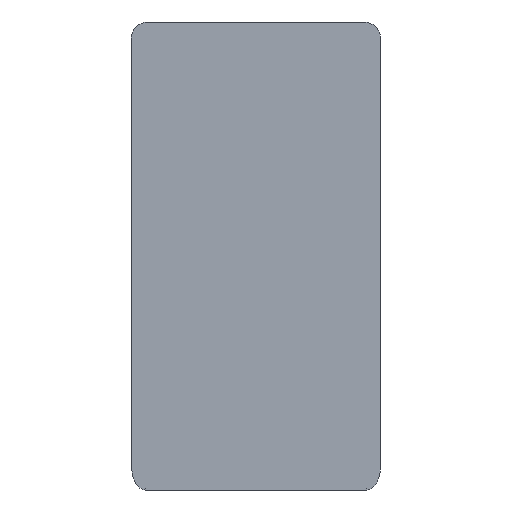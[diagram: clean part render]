
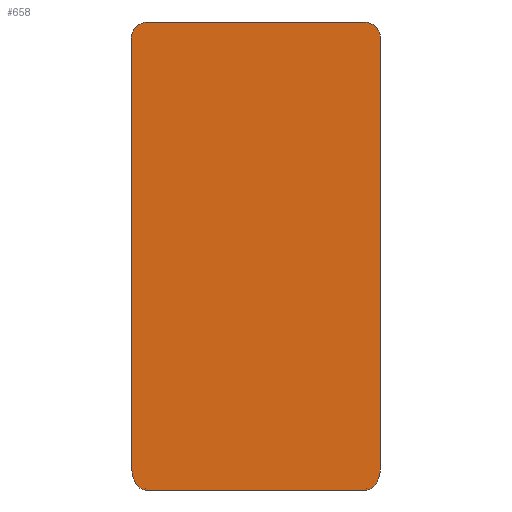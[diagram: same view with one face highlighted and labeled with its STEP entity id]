
A CAD part, front view. The second image highlights one B-rep face of the part: STEP entity #658.
In plain terms, the highlighted planar face has unit normal (0, -1, 0).
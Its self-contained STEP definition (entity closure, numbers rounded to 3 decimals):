
#18 = LINE ( 'NONE', #915, #24 ) ;
#24 = VECTOR ( 'NONE', #463, 1000. ) ;
#60 = ORIENTED_EDGE ( 'NONE', *, *, #567, .T. ) ;
#79 = CARTESIAN_POINT ( 'NONE',  ( -7.018, -1., -0.698 ) ) ;
#87 = CARTESIAN_POINT ( 'NONE',  ( -7.018, -1., -0.125 ) ) ;
#101 = DIRECTION ( 'NONE',  ( 0., 0., -1. ) ) ;
#124 = CARTESIAN_POINT ( 'NONE',  ( 7.018, -1., -0.698 ) ) ;
#133 = VERTEX_POINT ( 'NONE', #124 ) ;
#181 = CARTESIAN_POINT ( 'NONE',  ( -6.052, -1., 0.268 ) ) ;
#219 = CARTESIAN_POINT ( 'NONE',  ( 6.215, -1., -26.035 ) ) ;
#262 =( BOUNDED_CURVE ( )  B_SPLINE_CURVE ( 3, ( #219, #352, #669, #1372 ),
 .UNSPECIFIED., .F., .T. ) 
 B_SPLINE_CURVE_WITH_KNOTS ( ( 4, 4 ),
 ( 6.207, 7.551 ),
 .UNSPECIFIED. ) 
 CURVE ( )  GEOMETRIC_REPRESENTATION_ITEM ( )  RATIONAL_B_SPLINE_CURVE ( ( 1., 0.855, 0.855, 1. ) ) 
 REPRESENTATION_ITEM ( '' )  );
#277 = CARTESIAN_POINT ( 'NONE',  ( -7.018, -1., -25.43 ) ) ;
#307 = ORIENTED_EDGE ( 'NONE', *, *, #1127, .T. ) ;
#323 = LINE ( 'NONE', #983, #864 ) ;
#342 = CARTESIAN_POINT ( 'NONE',  ( 7.018, -1., -24.484 ) ) ;
#352 = CARTESIAN_POINT ( 'NONE',  ( 6.705, -1., -26.035 ) ) ;
#357 = VERTEX_POINT ( 'NONE', #1447 ) ;
#360 = ORIENTED_EDGE ( 'NONE', *, *, #1202, .T. ) ;
#398 = CARTESIAN_POINT ( 'NONE',  ( 7.018, -1., -0.698 ) ) ;
#463 = DIRECTION ( 'NONE',  ( -1., 0., 0. ) ) ;
#493 = EDGE_CURVE ( 'NONE', #133, #833, #839, .T. ) ;
#513 = CARTESIAN_POINT ( 'NONE',  ( -7.018, -1., -24.484 ) ) ;
#516 =( BOUNDED_CURVE ( )  B_SPLINE_CURVE ( 3, ( #1300, #277, #521, #736 ),
 .UNSPECIFIED., .F., .F. ) 
 B_SPLINE_CURVE_WITH_KNOTS ( ( 4, 4 ),
 ( 5.015, 6.36 ),
 .UNSPECIFIED. ) 
 CURVE ( )  GEOMETRIC_REPRESENTATION_ITEM ( )  RATIONAL_B_SPLINE_CURVE ( ( 1., 0.855, 0.855, 1. ) ) 
 REPRESENTATION_ITEM ( '' )  );
#521 = CARTESIAN_POINT ( 'NONE',  ( -6.705, -1., -26.035 ) ) ;
#567 = EDGE_CURVE ( 'NONE', #656, #833, #262, .T. ) ;
#639 = ORIENTED_EDGE ( 'NONE', *, *, #1386, .T. ) ;
#656 = VERTEX_POINT ( 'NONE', #1365 ) ;
#658 = ADVANCED_FACE ( 'NONE', ( #1453 ), #782, .F. ) ;
#666 = VECTOR ( 'NONE', #1355, 1000. ) ;
#669 = CARTESIAN_POINT ( 'NONE',  ( 7.018, -1., -25.43 ) ) ;
#697 = ORIENTED_EDGE ( 'NONE', *, *, #1095, .T. ) ;
#708 = EDGE_CURVE ( 'NONE', #133, #1021, #732, .T. ) ;
#732 =( BOUNDED_CURVE ( )  B_SPLINE_CURVE ( 3, ( #398, #746, #870, #1311 ),
 .UNSPECIFIED., .F., .T. ) 
 B_SPLINE_CURVE_WITH_KNOTS ( ( 4, 4 ),
 ( 2.39, 3.893 ),
 .UNSPECIFIED. ) 
 CURVE ( )  GEOMETRIC_REPRESENTATION_ITEM ( )  RATIONAL_B_SPLINE_CURVE ( ( 1., 0.82, 0.82, 1. ) ) 
 REPRESENTATION_ITEM ( '' )  );
#736 = CARTESIAN_POINT ( 'NONE',  ( -6.215, -1., -26.035 ) ) ;
#738 = VERTEX_POINT ( 'NONE', #513 ) ;
#746 = CARTESIAN_POINT ( 'NONE',  ( 7.018, -1., -0.125 ) ) ;
#769 = DIRECTION ( 'NONE',  ( -1., 0., 0. ) ) ;
#782 = PLANE ( 'NONE',  #1351 ) ;
#798 = ORIENTED_EDGE ( 'NONE', *, *, #708, .T. ) ;
#810 = EDGE_LOOP ( 'NONE', ( #1312, #60, #1393, #798, #360, #697, #639, #307 ) ) ;
#833 = VERTEX_POINT ( 'NONE', #342 ) ;
#839 = LINE ( 'NONE', #1076, #1390 ) ;
#864 = VECTOR ( 'NONE', #769, 1000. ) ;
#870 = CARTESIAN_POINT ( 'NONE',  ( 6.625, -1., 0.268 ) ) ;
#915 = CARTESIAN_POINT ( 'NONE',  ( 6.75, -1., -26.035 ) ) ;
#943 = CARTESIAN_POINT ( 'NONE',  ( 6.052, -1., 0.268 ) ) ;
#958 = DIRECTION ( 'NONE',  ( 0., 0., 1. ) ) ;
#983 = CARTESIAN_POINT ( 'NONE',  ( 6.75, -1., 0.268 ) ) ;
#1008 = LINE ( 'NONE', #1452, #666 ) ;
#1021 = VERTEX_POINT ( 'NONE', #943 ) ;
#1046 =( BOUNDED_CURVE ( )  B_SPLINE_CURVE ( 3, ( #181, #1219, #87, #79 ),
 .UNSPECIFIED., .F., .T. ) 
 B_SPLINE_CURVE_WITH_KNOTS ( ( 4, 4 ),
 ( 2.39, 3.893 ),
 .UNSPECIFIED. ) 
 CURVE ( )  GEOMETRIC_REPRESENTATION_ITEM ( )  RATIONAL_B_SPLINE_CURVE ( ( 1., 0.82, 0.82, 1. ) ) 
 REPRESENTATION_ITEM ( '' )  );
#1076 = CARTESIAN_POINT ( 'NONE',  ( 7.018, -1., -24.303 ) ) ;
#1095 = EDGE_CURVE ( 'NONE', #1297, #357, #1046, .T. ) ;
#1100 = CARTESIAN_POINT ( 'NONE',  ( -6.052, -1., 0.268 ) ) ;
#1127 = EDGE_CURVE ( 'NONE', #738, #1199, #516, .T. ) ;
#1199 = VERTEX_POINT ( 'NONE', #1224 ) ;
#1202 = EDGE_CURVE ( 'NONE', #1021, #1297, #323, .T. ) ;
#1219 = CARTESIAN_POINT ( 'NONE',  ( -6.625, -1., 0.268 ) ) ;
#1224 = CARTESIAN_POINT ( 'NONE',  ( -6.215, -1., -26.035 ) ) ;
#1251 = CARTESIAN_POINT ( 'NONE',  ( 6.75, -1., -24.303 ) ) ;
#1296 = DIRECTION ( 'NONE',  ( 0., 1., 0. ) ) ;
#1297 = VERTEX_POINT ( 'NONE', #1100 ) ;
#1300 = CARTESIAN_POINT ( 'NONE',  ( -7.018, -1., -24.484 ) ) ;
#1311 = CARTESIAN_POINT ( 'NONE',  ( 6.052, -1., 0.268 ) ) ;
#1312 = ORIENTED_EDGE ( 'NONE', *, *, #1342, .F. ) ;
#1342 = EDGE_CURVE ( 'NONE', #656, #1199, #18, .T. ) ;
#1351 = AXIS2_PLACEMENT_3D ( 'NONE', #1251, #1296, #958 ) ;
#1355 = DIRECTION ( 'NONE',  ( 0., 0., -1. ) ) ;
#1365 = CARTESIAN_POINT ( 'NONE',  ( 6.215, -1., -26.035 ) ) ;
#1372 = CARTESIAN_POINT ( 'NONE',  ( 7.018, -1., -24.484 ) ) ;
#1386 = EDGE_CURVE ( 'NONE', #357, #738, #1008, .T. ) ;
#1390 = VECTOR ( 'NONE', #101, 1000. ) ;
#1393 = ORIENTED_EDGE ( 'NONE', *, *, #493, .F. ) ;
#1447 = CARTESIAN_POINT ( 'NONE',  ( -7.018, -1., -0.698 ) ) ;
#1452 = CARTESIAN_POINT ( 'NONE',  ( -7.018, -1., -24.303 ) ) ;
#1453 = FACE_OUTER_BOUND ( 'NONE', #810, .T. ) ;
